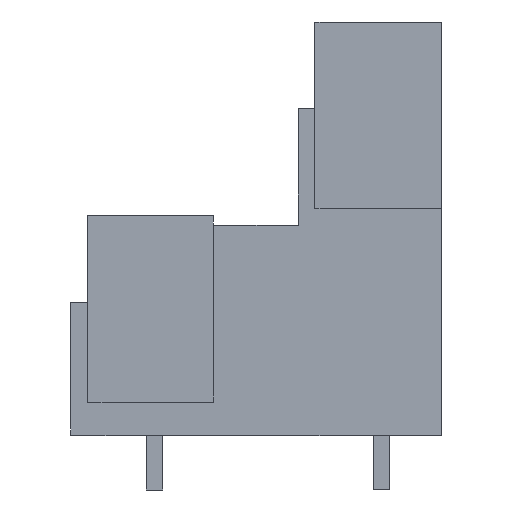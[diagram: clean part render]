
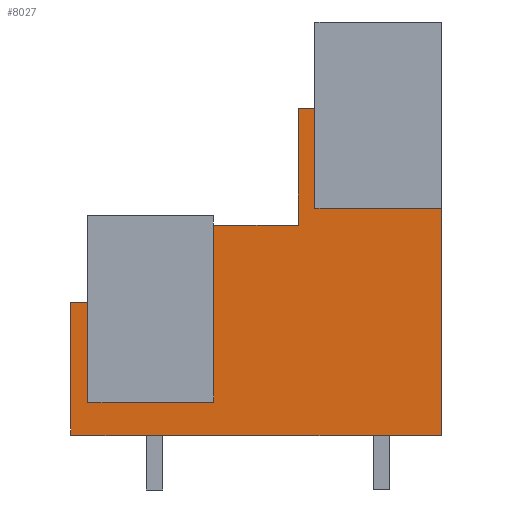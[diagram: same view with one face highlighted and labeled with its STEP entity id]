
A CAD part, left-side view. The second image highlights one B-rep face of the part: STEP entity #8027.
In plain terms, the highlighted planar face has unit normal (-1, 0, 0).
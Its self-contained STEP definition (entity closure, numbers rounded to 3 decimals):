
#7996=AXIS2_PLACEMENT_3D('Plane Axis2P3D',#7993,#7994,#7995) ;
#2212=CARTESIAN_POINT('Vertex',(3.45,7.5,22.6)) ;
#2215=CARTESIAN_POINT('Line Origine',(3.45,7.5,19.65)) ;
#2219=CARTESIAN_POINT('Vertex',(3.45,7.5,16.7)) ;
#2889=CARTESIAN_POINT('Vertex',(3.45,8.5,22.6)) ;
#2892=CARTESIAN_POINT('Line Origine',(3.45,8.,22.6)) ;
#2920=CARTESIAN_POINT('Vertex',(3.45,8.5,15.7)) ;
#2923=CARTESIAN_POINT('Line Origine',(3.45,8.5,19.15)) ;
#2979=CARTESIAN_POINT('Vertex',(3.45,13.5,15.7)) ;
#2982=CARTESIAN_POINT('Line Origine',(3.45,11.,15.7)) ;
#5707=CARTESIAN_POINT('Vertex',(3.45,20.975,11.1)) ;
#5710=CARTESIAN_POINT('Line Origine',(3.45,20.975,8.15)) ;
#5714=CARTESIAN_POINT('Vertex',(3.45,20.975,5.2)) ;
#6375=CARTESIAN_POINT('Vertex',(3.45,22.,11.1)) ;
#6378=CARTESIAN_POINT('Line Origine',(3.45,21.488,11.1)) ;
#6525=CARTESIAN_POINT('Vertex',(3.45,22.,3.2)) ;
#6528=CARTESIAN_POINT('Line Origine',(3.45,22.,3.4)) ;
#6532=CARTESIAN_POINT('Vertex',(3.45,22.,3.6)) ;
#6535=CARTESIAN_POINT('Line Origine',(3.45,22.,7.35)) ;
#6905=CARTESIAN_POINT('Vertex',(3.45,0.,3.2)) ;
#6908=CARTESIAN_POINT('Line Origine',(3.45,7.5,3.2)) ;
#6912=CARTESIAN_POINT('Vertex',(3.45,15.,3.2)) ;
#6915=CARTESIAN_POINT('Line Origine',(3.45,17.,3.2)) ;
#6919=CARTESIAN_POINT('Vertex',(3.45,19.,3.2)) ;
#6922=CARTESIAN_POINT('Line Origine',(3.45,20.5,3.2)) ;
#7062=CARTESIAN_POINT('Vertex',(3.45,0.,16.7)) ;
#7065=CARTESIAN_POINT('Line Origine',(3.45,0.,9.95)) ;
#7981=CARTESIAN_POINT('Line Origine',(3.45,3.75,16.7)) ;
#7993=CARTESIAN_POINT('Axis2P3D Location',(3.45,0.,3.6)) ;
#7998=CARTESIAN_POINT('Line Origine',(3.45,13.5,10.45)) ;
#8002=CARTESIAN_POINT('Vertex',(3.45,13.5,5.2)) ;
#8005=CARTESIAN_POINT('Line Origine',(3.45,17.237,5.2)) ;
#2216=DIRECTION('Vector Direction',(0.,0.,-1.)) ;
#2893=DIRECTION('Vector Direction',(0.,1.,0.)) ;
#2924=DIRECTION('Vector Direction',(0.,0.,-1.)) ;
#2983=DIRECTION('Vector Direction',(0.,1.,0.)) ;
#5711=DIRECTION('Vector Direction',(0.,0.,-1.)) ;
#6379=DIRECTION('Vector Direction',(0.,1.,0.)) ;
#6529=DIRECTION('Vector Direction',(0.,0.,-1.)) ;
#6536=DIRECTION('Vector Direction',(0.,0.,-1.)) ;
#6909=DIRECTION('Vector Direction',(0.,-1.,0.)) ;
#6916=DIRECTION('Vector Direction',(0.,-1.,0.)) ;
#6923=DIRECTION('Vector Direction',(0.,-1.,0.)) ;
#7066=DIRECTION('Vector Direction',(0.,0.,1.)) ;
#7982=DIRECTION('Vector Direction',(0.,-1.,0.)) ;
#7994=DIRECTION('Axis2P3D Direction',(-1.,0.,0.)) ;
#7995=DIRECTION('Axis2P3D XDirection',(0.,0.,-1.)) ;
#7999=DIRECTION('Vector Direction',(0.,0.,-1.)) ;
#8006=DIRECTION('Vector Direction',(0.,-1.,0.)) ;
#2217=VECTOR('Line Direction',#2216,1.) ;
#2894=VECTOR('Line Direction',#2893,1.) ;
#2925=VECTOR('Line Direction',#2924,1.) ;
#2984=VECTOR('Line Direction',#2983,1.) ;
#5712=VECTOR('Line Direction',#5711,1.) ;
#6380=VECTOR('Line Direction',#6379,1.) ;
#6530=VECTOR('Line Direction',#6529,1.) ;
#6537=VECTOR('Line Direction',#6536,1.) ;
#6910=VECTOR('Line Direction',#6909,1.) ;
#6917=VECTOR('Line Direction',#6916,1.) ;
#6924=VECTOR('Line Direction',#6923,1.) ;
#7067=VECTOR('Line Direction',#7066,1.) ;
#7983=VECTOR('Line Direction',#7982,1.) ;
#8000=VECTOR('Line Direction',#7999,1.) ;
#8007=VECTOR('Line Direction',#8006,1.) ;
#8011=ORIENTED_EDGE('',*,*,#6921,.F.) ;
#8012=ORIENTED_EDGE('',*,*,#6914,.T.) ;
#8013=ORIENTED_EDGE('',*,*,#7069,.T.) ;
#8014=ORIENTED_EDGE('',*,*,#7985,.F.) ;
#8015=ORIENTED_EDGE('',*,*,#2221,.F.) ;
#8016=ORIENTED_EDGE('',*,*,#2896,.T.) ;
#8017=ORIENTED_EDGE('',*,*,#2927,.T.) ;
#8018=ORIENTED_EDGE('',*,*,#2986,.T.) ;
#8019=ORIENTED_EDGE('',*,*,#8004,.T.) ;
#8020=ORIENTED_EDGE('',*,*,#8009,.F.) ;
#8021=ORIENTED_EDGE('',*,*,#5716,.F.) ;
#8022=ORIENTED_EDGE('',*,*,#6382,.T.) ;
#8023=ORIENTED_EDGE('',*,*,#6539,.T.) ;
#8024=ORIENTED_EDGE('',*,*,#6534,.F.) ;
#8025=ORIENTED_EDGE('',*,*,#6926,.T.) ;
#8027=ADVANCED_FACE('Housing',(#8026),#7997,.T.) ;
#2221=EDGE_CURVE('',#2213,#2220,#2218,.T.) ;
#2896=EDGE_CURVE('',#2213,#2890,#2895,.T.) ;
#2927=EDGE_CURVE('',#2890,#2921,#2926,.T.) ;
#2986=EDGE_CURVE('',#2921,#2980,#2985,.T.) ;
#5716=EDGE_CURVE('',#5708,#5715,#5713,.T.) ;
#6382=EDGE_CURVE('',#5708,#6376,#6381,.T.) ;
#6534=EDGE_CURVE('',#6526,#6533,#6531,.F.) ;
#6539=EDGE_CURVE('',#6376,#6533,#6538,.T.) ;
#6914=EDGE_CURVE('',#6913,#6906,#6911,.T.) ;
#6921=EDGE_CURVE('',#6913,#6920,#6918,.F.) ;
#6926=EDGE_CURVE('',#6526,#6920,#6925,.T.) ;
#7069=EDGE_CURVE('',#6906,#7063,#7068,.T.) ;
#7985=EDGE_CURVE('',#2220,#7063,#7984,.T.) ;
#8004=EDGE_CURVE('',#2980,#8003,#8001,.T.) ;
#8009=EDGE_CURVE('',#5715,#8003,#8008,.T.) ;
#8010=EDGE_LOOP('',(#8011,#8012,#8013,#8014,#8015,#8016,#8017,#8018,#8019,#8020,#8021,#8022,#8023,#8024,#8025)) ;
#8026=FACE_OUTER_BOUND('',#8010,.T.) ;
#2218=LINE('Line',#2215,#2217) ;
#2895=LINE('Line',#2892,#2894) ;
#2926=LINE('Line',#2923,#2925) ;
#2985=LINE('Line',#2982,#2984) ;
#5713=LINE('Line',#5710,#5712) ;
#6381=LINE('Line',#6378,#6380) ;
#6531=LINE('Line',#6528,#6530) ;
#6538=LINE('Line',#6535,#6537) ;
#6911=LINE('Line',#6908,#6910) ;
#6918=LINE('Line',#6915,#6917) ;
#6925=LINE('Line',#6922,#6924) ;
#7068=LINE('Line',#7065,#7067) ;
#7984=LINE('Line',#7981,#7983) ;
#8001=LINE('Line',#7998,#8000) ;
#8008=LINE('Line',#8005,#8007) ;
#7997=PLANE('',#7996) ;
#2213=VERTEX_POINT('',#2212) ;
#2220=VERTEX_POINT('',#2219) ;
#2890=VERTEX_POINT('',#2889) ;
#2921=VERTEX_POINT('',#2920) ;
#2980=VERTEX_POINT('',#2979) ;
#5708=VERTEX_POINT('',#5707) ;
#5715=VERTEX_POINT('',#5714) ;
#6376=VERTEX_POINT('',#6375) ;
#6526=VERTEX_POINT('',#6525) ;
#6533=VERTEX_POINT('',#6532) ;
#6906=VERTEX_POINT('',#6905) ;
#6913=VERTEX_POINT('',#6912) ;
#6920=VERTEX_POINT('',#6919) ;
#7063=VERTEX_POINT('',#7062) ;
#8003=VERTEX_POINT('',#8002) ;
